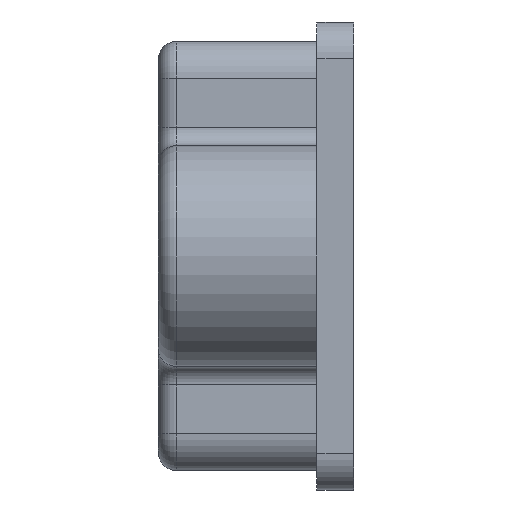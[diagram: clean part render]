
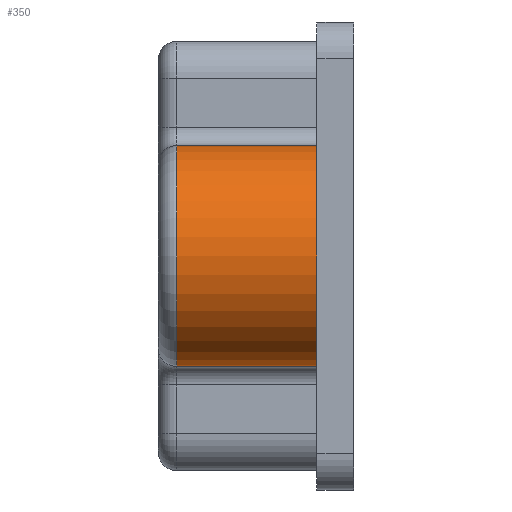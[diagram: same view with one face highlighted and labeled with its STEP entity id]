
A CAD part, left-side view. The second image highlights one B-rep face of the part: STEP entity #350.
In plain terms, the highlighted cylindrical face has radius 3 mm (diameter 6 mm), a partial arc.
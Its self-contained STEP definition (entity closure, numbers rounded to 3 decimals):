
#350 = ADVANCED_FACE( '', ( #708 ), #709, .T. );
#708 = FACE_OUTER_BOUND( '', #1071, .T. );
#709 = CYLINDRICAL_SURFACE( '', #1072, 3. );
#1071 = EDGE_LOOP( '', ( #2035, #2036, #2037, #2038, #2039 ) );
#1072 = AXIS2_PLACEMENT_3D( '', #2040, #2041, #2042 );
#2035 = ORIENTED_EDGE( '', *, *, #2528, .F. );
#2036 = ORIENTED_EDGE( '', *, *, #2475, .T. );
#2037 = ORIENTED_EDGE( '', *, *, #2554, .T. );
#2038 = ORIENTED_EDGE( '', *, *, #2268, .T. );
#2039 = ORIENTED_EDGE( '', *, *, #2541, .T. );
#2040 = CARTESIAN_POINT( '', ( -23.5, 5.3, 0. ) );
#2041 = DIRECTION( '', ( 0., 1., 0. ) );
#2042 = DIRECTION( '', ( 0., 0., -1. ) );
#2268 = EDGE_CURVE( '', #2750, #2748, #2751, .T. );
#2475 = EDGE_CURVE( '', #3058, #3060, #3062, .T. );
#2528 = EDGE_CURVE( '', #3058, #3126, #3127, .T. );
#2541 = EDGE_CURVE( '', #2748, #3126, #3141, .T. );
#2554 = EDGE_CURVE( '', #3060, #2750, #3155, .T. );
#2748 = VERTEX_POINT( '', #3390 );
#2750 = VERTEX_POINT( '', #3393 );
#2751 = CIRCLE( '', #3394, 3. );
#3058 = VERTEX_POINT( '', #3818 );
#3060 = VERTEX_POINT( '', #3820 );
#3062 = CIRCLE( '', #3822, 3. );
#3126 = VERTEX_POINT( '', #3911 );
#3127 = LINE( '', #3912, #3913 );
#3141 = CIRCLE( '', #3931, 3. );
#3155 = LINE( '', #3948, #3949 );
#3390 = CARTESIAN_POINT( '', ( -26.5, 1., 0. ) );
#3393 = CARTESIAN_POINT( '', ( -23.5, 1., -3. ) );
#3394 = AXIS2_PLACEMENT_3D( '', #4140, #4141, #4142 );
#3818 = CARTESIAN_POINT( '', ( -23.5, 4.8, 3. ) );
#3820 = CARTESIAN_POINT( '', ( -23.5, 4.8, -3. ) );
#3822 = AXIS2_PLACEMENT_3D( '', #4386, #4387, #4388 );
#3911 = CARTESIAN_POINT( '', ( -23.5, 1., 3. ) );
#3912 = CARTESIAN_POINT( '', ( -23.5, 5.3, 3. ) );
#3913 = VECTOR( '', #4444, 1000. );
#3931 = AXIS2_PLACEMENT_3D( '', #4461, #4462, #4463 );
#3948 = CARTESIAN_POINT( '', ( -23.5, 5.3, -3. ) );
#3949 = VECTOR( '', #4476, 1000. );
#4140 = CARTESIAN_POINT( '', ( -23.5, 1., 0. ) );
#4141 = DIRECTION( '', ( 0., 1., 0. ) );
#4142 = DIRECTION( '', ( 0., 0., 1. ) );
#4386 = CARTESIAN_POINT( '', ( -23.5, 4.8, 0. ) );
#4387 = DIRECTION( '', ( 0., -1., 0. ) );
#4388 = DIRECTION( '', ( 0., 0., -1. ) );
#4444 = DIRECTION( '', ( 0., -1., 0. ) );
#4461 = CARTESIAN_POINT( '', ( -23.5, 1., 0. ) );
#4462 = DIRECTION( '', ( 0., 1., 0. ) );
#4463 = DIRECTION( '', ( 0., 0., 1. ) );
#4476 = DIRECTION( '', ( 0., -1., 0. ) );
